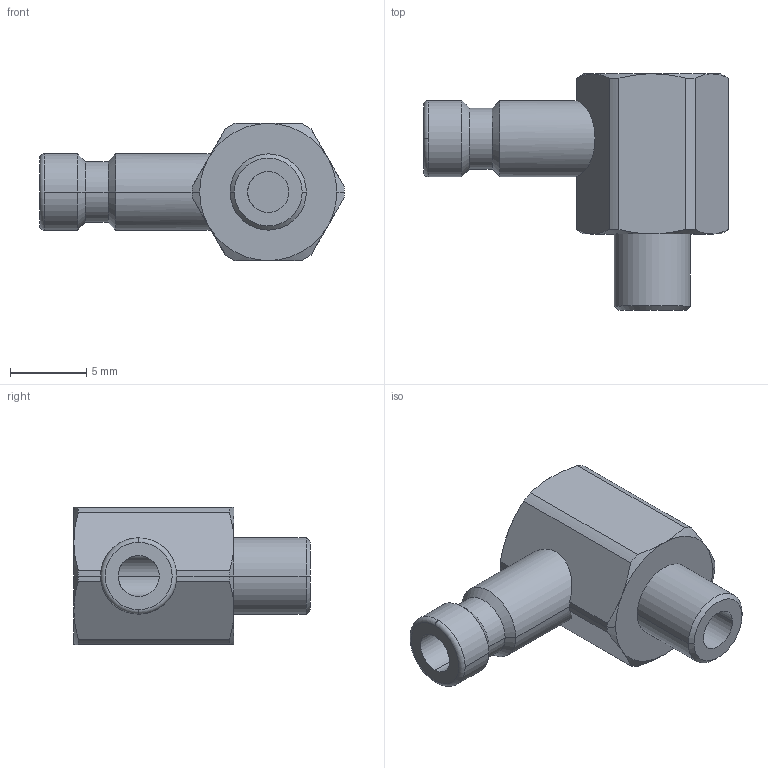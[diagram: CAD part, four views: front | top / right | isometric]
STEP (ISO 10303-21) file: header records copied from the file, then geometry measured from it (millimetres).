
FILE_DESCRIPTION(('STEP AP214'),'1');
FILE_NAME('eshmc_505_na-90.stp','2020-04-22T06:05:34',('TraceParts'),('TraceParts S.A.'),'Spatial InterOp 3D',' ',' ');
FILE_SCHEMA(('automotive_design'));
Length unit declared in the file: millimetre
Products named in the file (1): 1
Bounding box: 20 x 15.5 x 9 mm (x, y, z)
Volume: 855.1 mm3; surface area: 925.5 mm2
Topology: 1 solids, 1 shells, 57 faces, 135 edges, 81 vertices
Faces by surface type: cylinder 22, cone 22, plane 11, torus 2
Entity records: 2152 total; most frequent: CARTESIAN_POINT 390, DIRECTION 290, ORIENTED_EDGE 270, EDGE_CURVE 135, AXIS2_PLACEMENT_3D 125, VERTEX_POINT 81, CIRCLE 61, EDGE_LOOP 60
